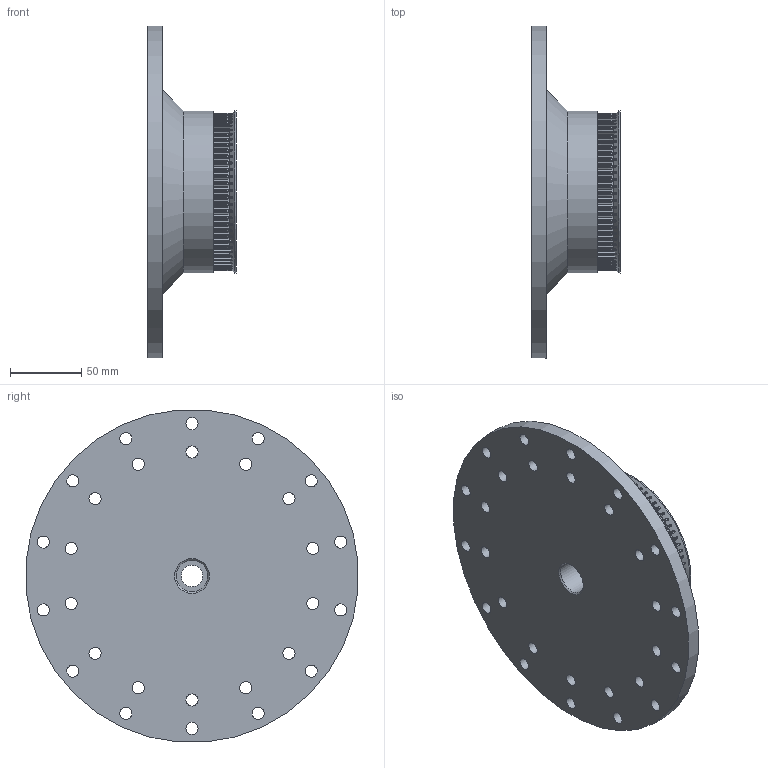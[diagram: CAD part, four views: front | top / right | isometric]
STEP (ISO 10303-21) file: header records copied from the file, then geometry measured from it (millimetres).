
FILE_DESCRIPTION(/* description */ ('STEP AP214'),/* implementation_level */ '2;1');
FILE_NAME(/* name */ '666bc3ea08ed432b36b9a62c',/* time_stamp */ '2024-06-14T04:15:38Z',/* author */ (''),/* organization */ (''),/* preprocessor_version */ 'ST-DEVELOPER v20',/* originating_system */ ' ',/* authorisation */ ' ');
FILE_SCHEMA (('AUTOMOTIVE_DESIGN {1 0 10303 214 3 1 1}'));
Length unit declared in the file: metre
Products named in the file (1): Reaction02 v19
Bounding box: 62 x 233.11 x 233.11 mm (x, y, z)
Volume: 956874.5 mm3; surface area: 121249.8 mm2
Topology: 1 solids, 1 shells, 674 faces, 2001 edges, 1333 vertices
Faces by surface type: cylinder 384, plane 286, cone 4
Full cylindrical faces by diameter (mm): 8.5 x28, 15 x1, 22.3 x2, 114 x2, 234 x1
Entity records: 23210 total; most frequent: CARTESIAN_POINT 4947, ORIENTED_EDGE 3922, DIRECTION 3802, EDGE_CURVE 1961, AXIS2_PLACEMENT_3D 1446, VERTEX_POINT 1331, LINE 910, VECTOR 910
